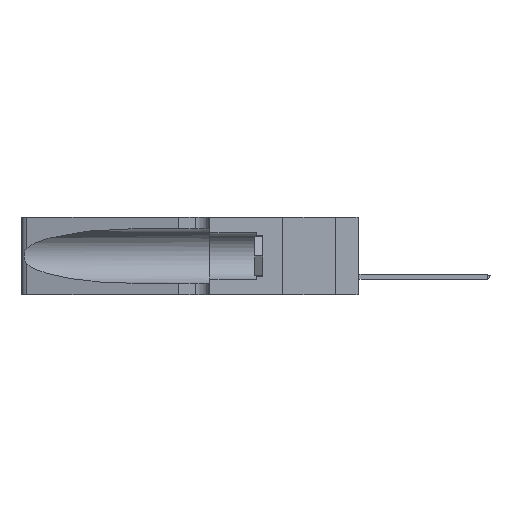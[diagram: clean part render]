
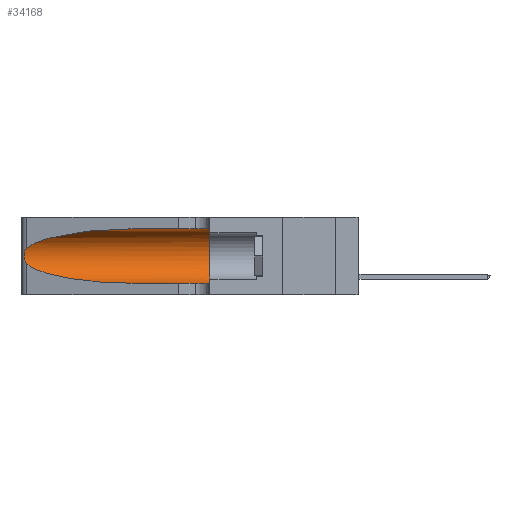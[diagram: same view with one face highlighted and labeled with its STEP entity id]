
A CAD part, left-side view. The second image highlights one B-rep face of the part: STEP entity #34168.
In plain terms, the highlighted cylindrical face has radius 3.308 mm (diameter 6.617 mm), a partial arc.
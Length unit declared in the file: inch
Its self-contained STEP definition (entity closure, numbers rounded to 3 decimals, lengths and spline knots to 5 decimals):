
#608 = B_SPLINE_CURVE_WITH_KNOTS ( 'NONE', 3,
 ( #16221, #8665, #12503, #42282, #19907, #46040, #8986, #46526, #36074, #46703, #9788, #6064, #43106, #43255 ),
 .UNSPECIFIED., .F., .F.,
 ( 4, 2, 2, 2, 2, 2, 4 ),
 ( 0., 0.00027, 0.00053, 0.00107, 0.0016, 0.00187, 0.00214 ),
 .UNSPECIFIED. ) ;
#1490 = VERTEX_POINT ( 'NONE', #11317 ) ;
#2174 = CARTESIAN_POINT ( 'NONE',  ( 0.18966, 0.96281, 0.31525 ) ) ;
#2554 = AXIS2_PLACEMENT_3D ( 'NONE', #26052, #38477, #19541 ) ;
#3428 = FACE_OUTER_BOUND ( 'NONE', #10371, .T. ) ;
#4794 = LINE ( 'NONE', #8608, #25010 ) ;
#6064 = CARTESIAN_POINT ( 'NONE',  ( 0.25639, 1.23186, 0.15144 ) ) ;
#8104 = CARTESIAN_POINT ( 'NONE',  ( 0.25487, 1.22718, 0.14631 ) ) ;
#8140 = ORIENTED_EDGE ( 'NONE', *, *, #28528, .T. ) ;
#8179 = CARTESIAN_POINT ( 'NONE',  ( 0.1305, 0.35, 0.31525 ) ) ;
#8608 = CARTESIAN_POINT ( 'NONE',  ( 0.1305, 1.61858, 0.05475 ) ) ;
#8665 = CARTESIAN_POINT ( 'NONE',  ( 0.25555, 1.22994, 0.2215 ) ) ;
#8986 = CARTESIAN_POINT ( 'NONE',  ( 0.26075, 1.23896, 0.19203 ) ) ;
#9788 = CARTESIAN_POINT ( 'NONE',  ( 0.25789, 1.23486, 0.15765 ) ) ;
#9988 = VERTEX_POINT ( 'NONE', #39755 ) ;
#10269 = CARTESIAN_POINT ( 'NONE',  ( 0.18966, 0.96281, 0.05475 ) ) ;
#10371 = EDGE_LOOP ( 'NONE', ( #39641, #20361, #8140, #15924, #14012, #38834 ) ) ;
#10534 = EDGE_CURVE ( 'NONE', #1490, #44890, #37782, .T. ) ;
#11317 = CARTESIAN_POINT ( 'NONE',  ( 0.1305, 0.72297, 0.31525 ) ) ;
#12503 = CARTESIAN_POINT ( 'NONE',  ( 0.25639, 1.23184, 0.21858 ) ) ;
#13186 = DIRECTION ( 'NONE',  ( 0., -1., 0. ) ) ;
#13504 = EDGE_CURVE ( 'NONE', #44890, #9988, #23682, .T. ) ;
#14012 = ORIENTED_EDGE ( 'NONE', *, *, #13504, .F. ) ;
#15085 = VECTOR ( 'NONE', #46905, 39.37008 ) ;
#15924 = ORIENTED_EDGE ( 'NONE', *, *, #17591, .T. ) ;
#16221 = CARTESIAN_POINT ( 'NONE',  ( 0.25487, 1.22718, 0.22369 ) ) ;
#17591 = EDGE_CURVE ( 'NONE', #25581, #9988, #4794, .T. ) ;
#19541 = DIRECTION ( 'NONE',  ( 0., 0., 1. ) ) ;
#19907 = CARTESIAN_POINT ( 'NONE',  ( 0.25854, 1.2359, 0.20912 ) ) ;
#20361 = ORIENTED_EDGE ( 'NONE', *, *, #43380, .T. ) ;
#20426 = CARTESIAN_POINT ( 'NONE',  ( 0.1305, 1.61858, 0.185 ) ) ;
#20693 = CARTESIAN_POINT ( 'NONE',  ( 0.1305, 0.72297, 0.31525 ) ) ;
#21680 = CARTESIAN_POINT ( 'NONE',  ( 0.1305, 0.72297, 0.05475 ) ) ;
#23682 = CIRCLE ( 'NONE', #2554, 0.13025 ) ;
#24195 = CYLINDRICAL_SURFACE ( 'NONE', #35248, 0.13025 ) ;
#25010 = VECTOR ( 'NONE', #27165, 39.37008 ) ;
#25581 = VERTEX_POINT ( 'NONE', #27009 ) ;
#26052 = CARTESIAN_POINT ( 'NONE',  ( 0.1305, 0.35, 0.185 ) ) ;
#27009 = CARTESIAN_POINT ( 'NONE',  ( 0.1305, 0.72297, 0.05475 ) ) ;
#27080 = VERTEX_POINT ( 'NONE', #8104 ) ;
#27165 = DIRECTION ( 'NONE',  ( 0., -1., 0. ) ) ;
#28528 = EDGE_CURVE ( 'NONE', #27080, #25581, #29967, .T. ) ;
#29113 = EDGE_CURVE ( 'NONE', #1490, #48000, #45266, .T. ) ;
#29967 =( BOUNDED_CURVE ( )  B_SPLINE_CURVE ( 3, ( #32304, #36084, #10269, #21680 ),
 .UNSPECIFIED., .F., .F. ) 
 B_SPLINE_CURVE_WITH_KNOTS ( ( 4, 4 ),
 ( 3.44316, 4.71239 ),
 .UNSPECIFIED. ) 
 CURVE ( )  GEOMETRIC_REPRESENTATION_ITEM ( )  RATIONAL_B_SPLINE_CURVE ( ( 1., 0.87, 0.87, 1. ) ) 
 REPRESENTATION_ITEM ( '' )  );
#31882 = CARTESIAN_POINT ( 'NONE',  ( 0.1305, 1.61858, 0.31525 ) ) ;
#32304 = CARTESIAN_POINT ( 'NONE',  ( 0.25487, 1.22718, 0.14631 ) ) ;
#34168 = ADVANCED_FACE ( 'NONE', ( #3428 ), #24195, .F. ) ;
#35248 = AXIS2_PLACEMENT_3D ( 'NONE', #20426, #13186, #42308 ) ;
#35577 = CARTESIAN_POINT ( 'NONE',  ( 0.25487, 1.22718, 0.22369 ) ) ;
#36074 = CARTESIAN_POINT ( 'NONE',  ( 0.26017, 1.23833, 0.17102 ) ) ;
#36084 = CARTESIAN_POINT ( 'NONE',  ( 0.2373, 1.15595, 0.08982 ) ) ;
#37782 = LINE ( 'NONE', #31882, #15085 ) ;
#38477 = DIRECTION ( 'NONE',  ( 0., 1., 0. ) ) ;
#38834 = ORIENTED_EDGE ( 'NONE', *, *, #10534, .F. ) ;
#39641 = ORIENTED_EDGE ( 'NONE', *, *, #29113, .T. ) ;
#39755 = CARTESIAN_POINT ( 'NONE',  ( 0.1305, 0.35, 0.05475 ) ) ;
#42153 = CARTESIAN_POINT ( 'NONE',  ( 0.25487, 1.22718, 0.22369 ) ) ;
#42282 = CARTESIAN_POINT ( 'NONE',  ( 0.25787, 1.23484, 0.2124 ) ) ;
#42308 = DIRECTION ( 'NONE',  ( 0., 0., -1. ) ) ;
#43106 = CARTESIAN_POINT ( 'NONE',  ( 0.25555, 1.22993, 0.14849 ) ) ;
#43255 = CARTESIAN_POINT ( 'NONE',  ( 0.25487, 1.22718, 0.14631 ) ) ;
#43380 = EDGE_CURVE ( 'NONE', #48000, #27080, #608, .T. ) ;
#44890 = VERTEX_POINT ( 'NONE', #8179 ) ;
#45266 =( BOUNDED_CURVE ( )  B_SPLINE_CURVE ( 3, ( #20693, #2174, #46348, #35577 ),
 .UNSPECIFIED., .F., .T. ) 
 B_SPLINE_CURVE_WITH_KNOTS ( ( 4, 4 ),
 ( 1.5708, 2.84003 ),
 .UNSPECIFIED. ) 
 CURVE ( )  GEOMETRIC_REPRESENTATION_ITEM ( )  RATIONAL_B_SPLINE_CURVE ( ( 1., 0.87, 0.87, 1. ) ) 
 REPRESENTATION_ITEM ( '' )  );
#46040 = CARTESIAN_POINT ( 'NONE',  ( 0.26018, 1.23835, 0.19895 ) ) ;
#46348 = CARTESIAN_POINT ( 'NONE',  ( 0.2373, 1.15595, 0.28018 ) ) ;
#46526 = CARTESIAN_POINT ( 'NONE',  ( 0.26075, 1.23896, 0.178 ) ) ;
#46703 = CARTESIAN_POINT ( 'NONE',  ( 0.25856, 1.23593, 0.16098 ) ) ;
#46905 = DIRECTION ( 'NONE',  ( 0., -1., 0. ) ) ;
#48000 = VERTEX_POINT ( 'NONE', #42153 ) ;
